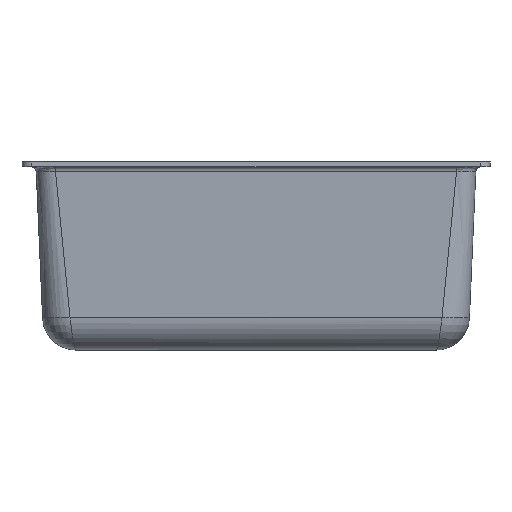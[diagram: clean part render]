
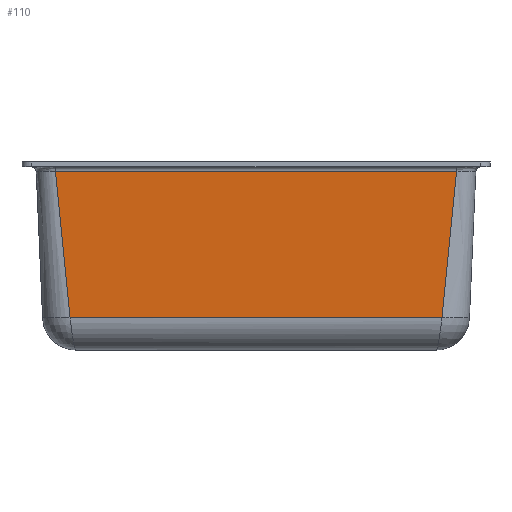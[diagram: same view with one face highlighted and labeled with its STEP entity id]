
A CAD part, left-side view. The second image highlights one B-rep face of the part: STEP entity #110.
In plain terms, the highlighted planar face has unit normal (-0.999, 0, -0.044).
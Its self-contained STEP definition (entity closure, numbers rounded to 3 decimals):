
#110=ADVANCED_FACE('',(#238),#1815,.T.);
#238=FACE_OUTER_BOUND('',#370,.T.);
#370=EDGE_LOOP('',(#736,#737,#738,#739));
#736=ORIENTED_EDGE('',*,*,#1149,.F.);
#737=ORIENTED_EDGE('',*,*,#1178,.T.);
#738=ORIENTED_EDGE('',*,*,#1179,.T.);
#739=ORIENTED_EDGE('',*,*,#1180,.F.);
#1149=EDGE_CURVE('',#1711,#1709,#1525,.T.);
#1178=EDGE_CURVE('',#1711,#1730,#1548,.T.);
#1179=EDGE_CURVE('',#1730,#1728,#1549,.T.);
#1180=EDGE_CURVE('',#1709,#1728,#1550,.T.);
#1525=B_SPLINE_CURVE_WITH_KNOTS('',1,(#6257,#6258),.UNSPECIFIED.,.F.,.F.,
(2,2),(0.,385.416),.UNSPECIFIED.);
#1548=B_SPLINE_CURVE_WITH_KNOTS('',3,(#7069,#7070,#7071,#7072,#7073),
 .UNSPECIFIED.,.F.,.F.,(4,1,4),(0.,65.659,152.692),
 .UNSPECIFIED.);
#1549=B_SPLINE_CURVE_WITH_KNOTS('',1,(#7074,#7075),.UNSPECIFIED.,.F.,.F.,
(2,2),(0.,415.586),.UNSPECIFIED.);
#1550=B_SPLINE_CURVE_WITH_KNOTS('',3,(#7076,#7077,#7078,#7079,#7080),
 .UNSPECIFIED.,.F.,.F.,(4,1,4),(-152.692,-65.147,0.),
 .UNSPECIFIED.);
#1709=VERTEX_POINT('',#5586);
#1711=VERTEX_POINT('',#5588);
#1728=VERTEX_POINT('',#5605);
#1730=VERTEX_POINT('',#5607);
#1815=PLANE('',#1984);
#1984=AXIS2_PLACEMENT_3D('',#5452,#2014,$);
#2014=DIRECTION('',(-0.999,0.,-0.044));
#5452=CARTESIAN_POINT('',(-157.459,16.471,5.518));
#5586=CARTESIAN_POINT('',(-150.166,-40.292,-161.527));
#5588=CARTESIAN_POINT('',(-150.166,-425.708,-161.527));
#5605=CARTESIAN_POINT('',(-156.791,-25.207,-9.782));
#5607=CARTESIAN_POINT('',(-156.791,-440.793,-9.782));
#6257=CARTESIAN_POINT('',(-150.166,-425.708,-161.527));
#6258=CARTESIAN_POINT('',(-150.166,-40.292,-161.527));
#7069=CARTESIAN_POINT('',(-150.166,-425.708,-161.527));
#7070=CARTESIAN_POINT('',(-151.115,-428.329,-139.796));
#7071=CARTESIAN_POINT('',(-153.321,-434.573,-89.268));
#7072=CARTESIAN_POINT('',(-155.53,-439.355,-38.675));
#7073=CARTESIAN_POINT('',(-156.791,-440.793,-9.782));
#7074=CARTESIAN_POINT('',(-156.791,-440.793,-9.782));
#7075=CARTESIAN_POINT('',(-156.791,-25.207,-9.782));
#7076=CARTESIAN_POINT('',(-150.166,-40.292,-161.527));
#7077=CARTESIAN_POINT('',(-151.431,-36.797,-132.553));
#7078=CARTESIAN_POINT('',(-153.637,-30.501,-82.026));
#7079=CARTESIAN_POINT('',(-155.847,-26.283,-31.409));
#7080=CARTESIAN_POINT('',(-156.791,-25.207,-9.782));
